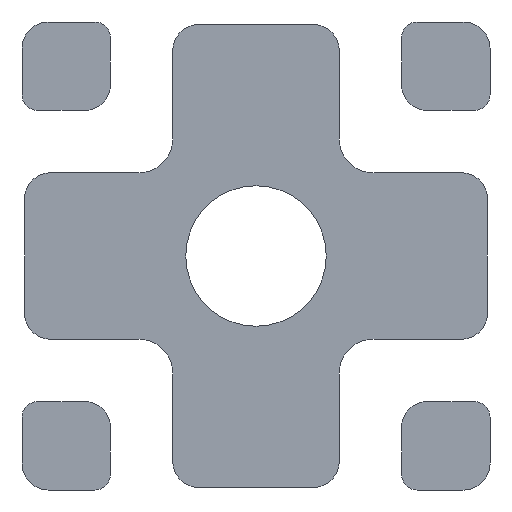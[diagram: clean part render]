
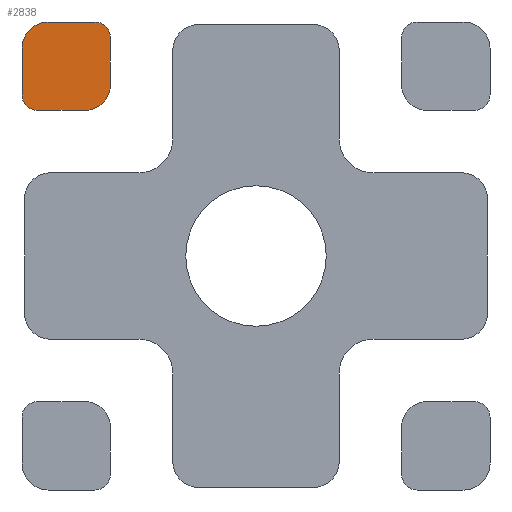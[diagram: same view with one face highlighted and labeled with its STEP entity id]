
A CAD part, left-side view. The second image highlights one B-rep face of the part: STEP entity #2838.
In plain terms, the highlighted planar face has unit normal (-1, 0, 0).
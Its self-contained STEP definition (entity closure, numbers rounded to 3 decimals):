
#67 = VERTEX_POINT ( 'NONE', #1781 ) ;
#192 = VECTOR ( 'NONE', #289, 1000. ) ;
#248 = CARTESIAN_POINT ( 'NONE',  ( 0., 31., 45. ) ) ;
#289 = DIRECTION ( 'NONE',  ( 0., 1., 0. ) ) ;
#297 = CARTESIAN_POINT ( 'NONE',  ( 0., 33., 33. ) ) ;
#325 = PLANE ( 'NONE',  #1040 ) ;
#475 = CARTESIAN_POINT ( 'NONE',  ( 0., 40., 40. ) ) ;
#510 = ORIENTED_EDGE ( 'NONE', *, *, #2789, .T. ) ;
#579 = EDGE_CURVE ( 'NONE', #2131, #3608, #3855, .T. ) ;
#607 = CIRCLE ( 'NONE', #2450, 5. ) ;
#709 = CARTESIAN_POINT ( 'NONE',  ( 0., 45., 31. ) ) ;
#737 = ORIENTED_EDGE ( 'NONE', *, *, #579, .F. ) ;
#739 = ORIENTED_EDGE ( 'NONE', *, *, #4118, .T. ) ;
#877 = DIRECTION ( 'NONE',  ( 0., 0., 1. ) ) ;
#951 = CARTESIAN_POINT ( 'NONE',  ( 0., 28., 33. ) ) ;
#977 = DIRECTION ( 'NONE',  ( 0., 1., 0. ) ) ;
#1040 = AXIS2_PLACEMENT_3D ( 'NONE', #3100, #2649, #2356 ) ;
#1143 = ORIENTED_EDGE ( 'NONE', *, *, #1819, .T. ) ;
#1273 = DIRECTION ( 'NONE',  ( 0., -1., 0. ) ) ;
#1429 = CARTESIAN_POINT ( 'NONE',  ( 0., 33., 28. ) ) ;
#1519 = EDGE_CURVE ( 'NONE', #4042, #4427, #4880, .T. ) ;
#1678 = EDGE_LOOP ( 'NONE', ( #737, #739, #4843, #510, #2796, #1143, #5077, #2073 ) ) ;
#1692 = CIRCLE ( 'NONE', #3634, 3. ) ;
#1723 = LINE ( 'NONE', #3645, #3832 ) ;
#1781 = CARTESIAN_POINT ( 'NONE',  ( 0., 40., 45. ) ) ;
#1819 = EDGE_CURVE ( 'NONE', #67, #4427, #4447, .T. ) ;
#1847 = CARTESIAN_POINT ( 'NONE',  ( 0., 31., 42. ) ) ;
#1978 = EDGE_CURVE ( 'NONE', #3125, #4508, #2217, .T. ) ;
#2043 = CARTESIAN_POINT ( 'NONE',  ( 0., 42., 31. ) ) ;
#2073 = ORIENTED_EDGE ( 'NONE', *, *, #3490, .T. ) ;
#2131 = VERTEX_POINT ( 'NONE', #1429 ) ;
#2201 = DIRECTION ( 'NONE',  ( -1., 0., 0. ) ) ;
#2217 = LINE ( 'NONE', #3700, #2590 ) ;
#2270 = DIRECTION ( 'NONE',  ( 0., 0., 1. ) ) ;
#2321 = DIRECTION ( 'NONE',  ( -1., 0., 0. ) ) ;
#2356 = DIRECTION ( 'NONE',  ( 0., 0., 1. ) ) ;
#2450 = AXIS2_PLACEMENT_3D ( 'NONE', #297, #2201, #4195 ) ;
#2454 = EDGE_CURVE ( 'NONE', #67, #4157, #1723, .T. ) ;
#2500 = AXIS2_PLACEMENT_3D ( 'NONE', #475, #4084, #877 ) ;
#2510 = CARTESIAN_POINT ( 'NONE',  ( 0., 28., 42. ) ) ;
#2546 = DIRECTION ( 'NONE',  ( -1., 0., 0. ) ) ;
#2590 = VECTOR ( 'NONE', #2921, 1000. ) ;
#2649 = DIRECTION ( 'NONE',  ( 1., 0., 0. ) ) ;
#2789 = EDGE_CURVE ( 'NONE', #3125, #4157, #4448, .T. ) ;
#2796 = ORIENTED_EDGE ( 'NONE', *, *, #2454, .F. ) ;
#2838 = ADVANCED_FACE ( 'NONE', ( #4634 ), #325, .F. ) ;
#2921 = DIRECTION ( 'NONE',  ( 0., 0., -1. ) ) ;
#3001 = AXIS2_PLACEMENT_3D ( 'NONE', #1847, #2321, #3892 ) ;
#3100 = CARTESIAN_POINT ( 'NONE',  ( 0., 0., 0. ) ) ;
#3125 = VERTEX_POINT ( 'NONE', #2510 ) ;
#3421 = CARTESIAN_POINT ( 'NONE',  ( 0., 42., 28. ) ) ;
#3490 = EDGE_CURVE ( 'NONE', #4042, #3608, #1692, .T. ) ;
#3608 = VERTEX_POINT ( 'NONE', #3421 ) ;
#3634 = AXIS2_PLACEMENT_3D ( 'NONE', #2043, #2546, #977 ) ;
#3645 = CARTESIAN_POINT ( 'NONE',  ( 0., 40., 45. ) ) ;
#3700 = CARTESIAN_POINT ( 'NONE',  ( 0., 28., 42. ) ) ;
#3832 = VECTOR ( 'NONE', #1273, 1000. ) ;
#3855 = LINE ( 'NONE', #4190, #192 ) ;
#3892 = DIRECTION ( 'NONE',  ( 0., -1., 0. ) ) ;
#4042 = VERTEX_POINT ( 'NONE', #4938 ) ;
#4084 = DIRECTION ( 'NONE',  ( -1., 0., 0. ) ) ;
#4118 = EDGE_CURVE ( 'NONE', #2131, #4508, #607, .T. ) ;
#4157 = VERTEX_POINT ( 'NONE', #248 ) ;
#4190 = CARTESIAN_POINT ( 'NONE',  ( 0., 33., 28. ) ) ;
#4195 = DIRECTION ( 'NONE',  ( 0., 0., -1. ) ) ;
#4306 = CARTESIAN_POINT ( 'NONE',  ( 0., 45., 40. ) ) ;
#4427 = VERTEX_POINT ( 'NONE', #4306 ) ;
#4447 = CIRCLE ( 'NONE', #2500, 5. ) ;
#4448 = CIRCLE ( 'NONE', #3001, 3. ) ;
#4508 = VERTEX_POINT ( 'NONE', #951 ) ;
#4634 = FACE_OUTER_BOUND ( 'NONE', #1678, .T. ) ;
#4705 = VECTOR ( 'NONE', #2270, 1000. ) ;
#4843 = ORIENTED_EDGE ( 'NONE', *, *, #1978, .F. ) ;
#4880 = LINE ( 'NONE', #709, #4705 ) ;
#4938 = CARTESIAN_POINT ( 'NONE',  ( 0., 45., 31. ) ) ;
#5077 = ORIENTED_EDGE ( 'NONE', *, *, #1519, .F. ) ;
